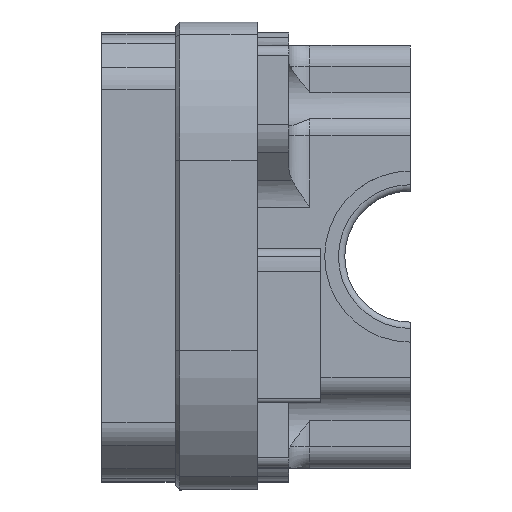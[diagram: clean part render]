
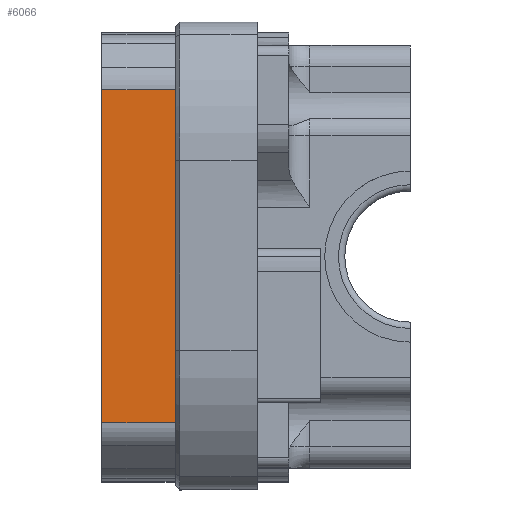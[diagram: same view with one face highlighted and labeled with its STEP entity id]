
A CAD part, top view. The second image highlights one B-rep face of the part: STEP entity #6066.
In plain terms, the highlighted planar face has unit normal (0, 0, 1).
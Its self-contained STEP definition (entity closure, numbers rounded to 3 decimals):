
#904=FACE_OUTER_BOUND('',#1262,.T.);
#1262=EDGE_LOOP('',(#4819,#4820,#4821,#4822));
#1544=LINE('',#8753,#1966);
#1729=LINE('',#10941,#2151);
#1730=LINE('',#10944,#2152);
#1731=LINE('',#10945,#2153);
#1966=VECTOR('',#7012,10.);
#2151=VECTOR('',#7783,10.);
#2152=VECTOR('',#7786,10.);
#2153=VECTOR('',#7787,10.);
#2404=VERTEX_POINT('',#8750);
#2405=VERTEX_POINT('',#8752);
#2752=VERTEX_POINT('',#10939);
#2753=VERTEX_POINT('',#10943);
#3026=EDGE_CURVE('',#2404,#2405,#1544,.T.);
#3526=EDGE_CURVE('',#2752,#2404,#1729,.T.);
#3527=EDGE_CURVE('',#2753,#2752,#1730,.T.);
#3528=EDGE_CURVE('',#2753,#2405,#1731,.T.);
#4819=ORIENTED_EDGE('',*,*,#3526,.F.);
#4820=ORIENTED_EDGE('',*,*,#3527,.F.);
#4821=ORIENTED_EDGE('',*,*,#3528,.T.);
#4822=ORIENTED_EDGE('',*,*,#3026,.F.);
#5817=PLANE('',#6590);
#6066=ADVANCED_FACE('',(#904),#5817,.T.);
#6590=AXIS2_PLACEMENT_3D('',#10942,#7784,#7785);
#7012=DIRECTION('',(0.,1.,0.));
#7783=DIRECTION('',(-1.,0.,0.));
#7784=DIRECTION('center_axis',(0.,0.,
1.));
#7785=DIRECTION('ref_axis',(0.,1.,0.));
#7786=DIRECTION('',(0.,-1.,0.));
#7787=DIRECTION('',(-1.,0.,0.));
#8750=CARTESIAN_POINT('',(-68.9,-15.694,-1.937));
#8752=CARTESIAN_POINT('',(-68.9,15.794,-1.937));
#8753=CARTESIAN_POINT('',(-68.9,15.794,-1.937));
#10939=CARTESIAN_POINT('',(-61.9,-15.694,-1.937));
#10941=CARTESIAN_POINT('',(-64.9,-15.694,-1.937));
#10942=CARTESIAN_POINT('Origin',(-61.9,-15.694,-1.937));
#10943=CARTESIAN_POINT('',(-61.9,15.794,-1.937));
#10944=CARTESIAN_POINT('',(-61.9,-18.327,-1.937));
#10945=CARTESIAN_POINT('',(-64.9,15.794,-1.937));
